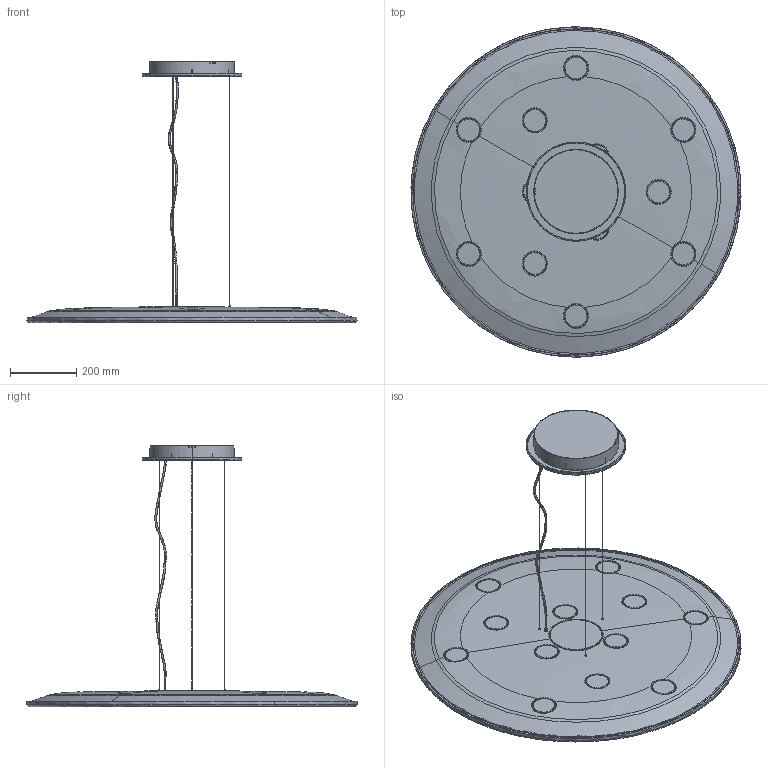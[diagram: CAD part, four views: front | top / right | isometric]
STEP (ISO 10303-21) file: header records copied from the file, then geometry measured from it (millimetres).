
FILE_DESCRIPTION(/* description */ (''),/* implementation_level */ '2;1');
FILE_NAME(/* name */ 'Silent Field Dir+Indir',/* time_stamp */ '2021-03-09T12:55:14+01:00',/* author */ (''),/* organization */ (''),/* preprocessor_version */ 'ST-DEVELOPER v15',/* originating_system */ '',/* authorisation */ '');
FILE_SCHEMA (('AUTOMOTIVE_DESIGN'));
Products named in the file (1): Document
Bounding box: 999.23 x 999.83 x 791.14 mm (x, y, z)
Volume: 19092493.8 mm3; surface area: 3782673.3 mm2
Topology: 53 solids, 91 shells, 2111 faces, 6321 edges, 4443 vertices
Faces by surface type: bspline 1667, plane 444
Entity records: 136692 total; most frequent: CARTESIAN_POINT 101702, ORIENTED_EDGE 12057, EDGE_CURVE 6327, VERTEX_POINT 4444, B_SPLINE_CURVE_WITH_KNOTS 2972, EDGE_LOOP 2393, ADVANCED_FACE 2111, FACE_OUTER_BOUND 2111
